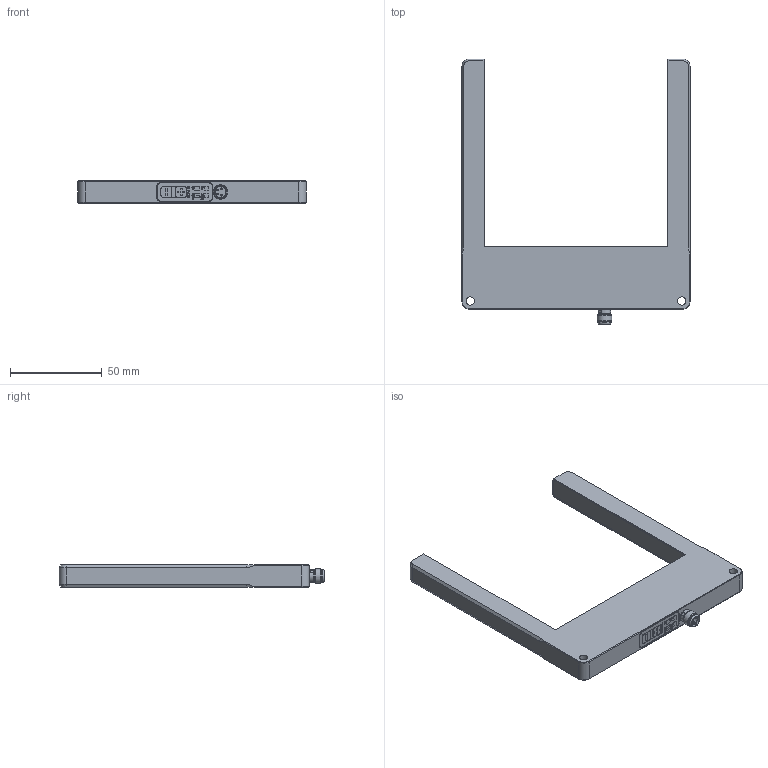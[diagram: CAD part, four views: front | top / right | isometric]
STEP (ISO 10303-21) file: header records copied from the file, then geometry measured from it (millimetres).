
FILE_DESCRIPTION(/* description */ (''),/* implementation_level */ '2;1');
FILE_NAME(/* name */ 'OGWTI 80.stp',/* time_stamp */ '2022-04-27T12:37:10+02:00',/* author */ ('ck'),/* organization */ ('di-soric GmbH & Co. KG'),/* preprocessor_version */ 'ST-DEVELOPER v18.1',/* originating_system */ 'Autodesk Inventor 2022',/* authorisation */ '');
FILE_SCHEMA (('AUTOMOTIVE_DESIGN { 1 0 10303 214 3 1 1 }'));
Length unit declared in the file: millimetre
Products named in the file (1): OGWTI 80
Bounding box: 124 x 144.5 x 12 mm (x, y, z)
Volume: 78970.6 mm3; surface area: 25174.3 mm2
Topology: 1 solids, 5 shells, 580 faces, 1530 edges, 1003 vertices
Faces by surface type: plane 331, cylinder 129, bspline 103, cone 13, sphere 4
Full cylindrical faces by diameter (mm): 1 x4, 2 x2, 4.5 x2, 5.8 x1, 6.4 x1, 6.6 x2, 6.9 x1, 7.2 x1, 8 x1
Entity records: 18758 total; most frequent: CARTESIAN_POINT 4896, ORIENTED_EDGE 3052, DIRECTION 2505, EDGE_CURVE 1526, LINE 1013, VECTOR 1013, VERTEX_POINT 1003, AXIS2_PLACEMENT_3D 746
